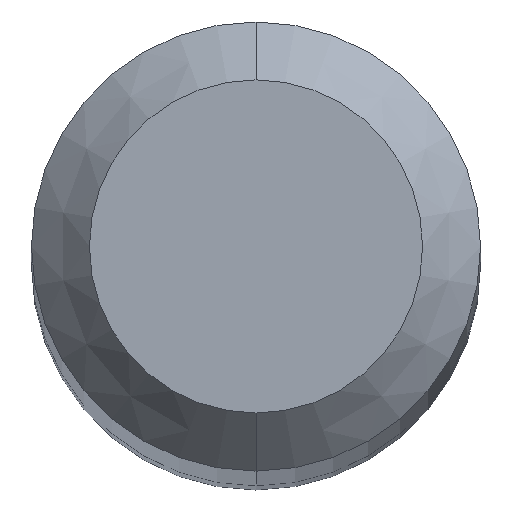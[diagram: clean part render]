
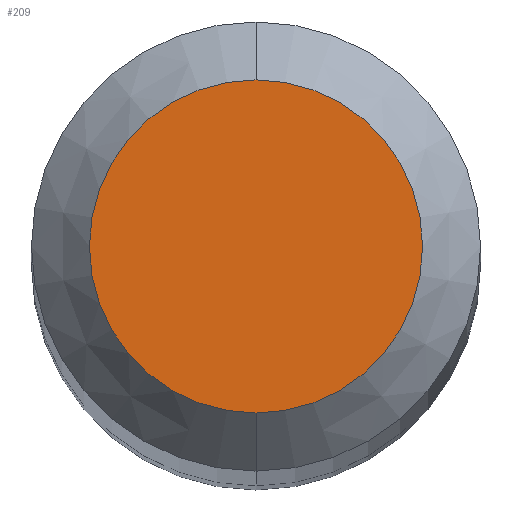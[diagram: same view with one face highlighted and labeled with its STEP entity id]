
A CAD part, top view. The second image highlights one B-rep face of the part: STEP entity #209.
In plain terms, the highlighted planar face has unit normal (0, 0, 1).
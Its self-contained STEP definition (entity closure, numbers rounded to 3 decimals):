
#1 = AXIS2_PLACEMENT_3D ( 'NONE', #131, #5, #135 ) ;
#5 = DIRECTION ( 'NONE',  ( 0., 0., -1. ) ) ;
#13 = EDGE_CURVE ( 'NONE', #48, #256, #146, .T. ) ;
#23 = ORIENTED_EDGE ( 'NONE', *, *, #289, .F. ) ;
#33 = DIRECTION ( 'NONE',  ( 0., 1., 0. ) ) ;
#42 = DIRECTION ( 'NONE',  ( 0., 0., -1. ) ) ;
#48 = VERTEX_POINT ( 'NONE', #134 ) ;
#64 = DIRECTION ( 'NONE',  ( 0., 1., 0. ) ) ;
#67 = CARTESIAN_POINT ( 'NONE',  ( 0., -0.575, 38. ) ) ;
#87 = FACE_OUTER_BOUND ( 'NONE', #231, .T. ) ;
#115 = PLANE ( 'NONE',  #211 ) ;
#131 = CARTESIAN_POINT ( 'NONE',  ( 0., 0., 38. ) ) ;
#134 = CARTESIAN_POINT ( 'NONE',  ( 0., 0.575, 38. ) ) ;
#135 = DIRECTION ( 'NONE',  ( 0., 1., 0. ) ) ;
#146 = CIRCLE ( 'NONE', #1, 0.575 ) ;
#160 = CIRCLE ( 'NONE', #298, 0.575 ) ;
#209 = ADVANCED_FACE ( 'NONE', ( #87 ), #115, .F. ) ;
#211 = AXIS2_PLACEMENT_3D ( 'NONE', #273, #325, #33 ) ;
#231 = EDGE_LOOP ( 'NONE', ( #254, #23 ) ) ;
#254 = ORIENTED_EDGE ( 'NONE', *, *, #13, .F. ) ;
#256 = VERTEX_POINT ( 'NONE', #67 ) ;
#273 = CARTESIAN_POINT ( 'NONE',  ( 0., 0., 38. ) ) ;
#289 = EDGE_CURVE ( 'NONE', #256, #48, #160, .T. ) ;
#293 = CARTESIAN_POINT ( 'NONE',  ( 0., 0., 38. ) ) ;
#298 = AXIS2_PLACEMENT_3D ( 'NONE', #293, #42, #64 ) ;
#325 = DIRECTION ( 'NONE',  ( 0., 0., -1. ) ) ;
